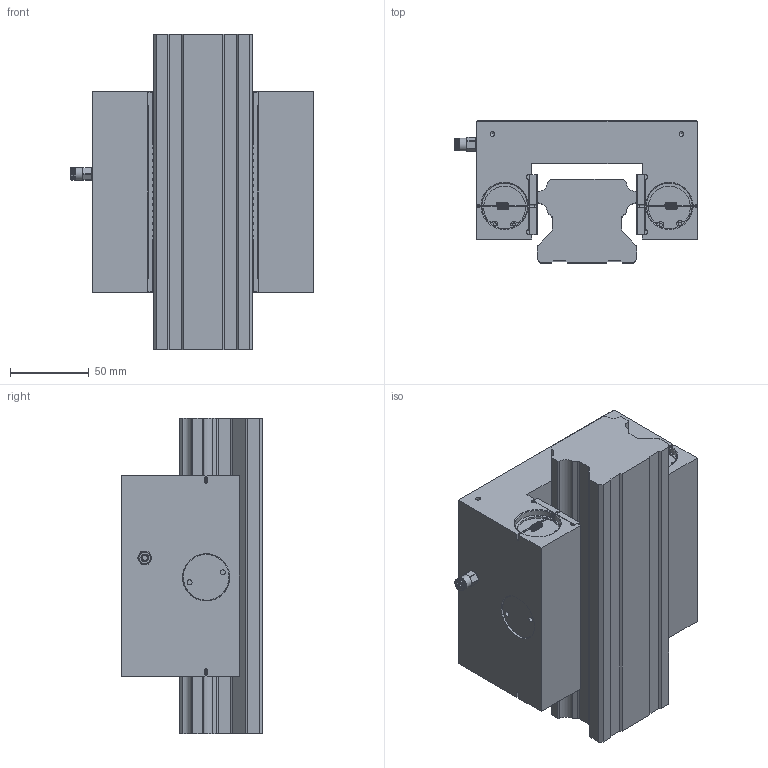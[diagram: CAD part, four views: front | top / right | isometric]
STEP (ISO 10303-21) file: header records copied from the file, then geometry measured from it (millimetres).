
FILE_DESCRIPTION (( 'STEP AP214' ), '1' );
FILE_NAME ('968375_RevA.STEP', '2024-08-15T14:05:58', ( '' ), ( '' ), 'SwSTEP 2.0', 'SolidWorks 2022', '' );
FILE_SCHEMA (( 'AUTOMOTIVE_DESIGN' ));
Length unit declared in the file: millimetre
Products named in the file (1): 968375_RevA
Bounding box: 153.9 x 90 x 200 mm (x, y, z)
Volume: 1459121.2 mm3; surface area: 168914.4 mm2
Topology: 10 solids, 11 shells, 469 faces, 1242 edges, 816 vertices
Faces by surface type: plane 248, cylinder 149, bspline 24, cone 21, torus 16, sphere 11
Full cylindrical faces by diameter (mm): 1.6 x8, 2 x8, 3 x4, 3.2 x5, 4.2 x1, 6 x2, 7 x1, 7.2 x1, 7.9 x2, 8 x3, 12 x2, 16 x4, 21 x2, 28.75 x2, 29 x6, 30 x2, 30.4 x2
Entity records: 24579 total; most frequent: CARTESIAN_POINT 8344, DIRECTION 2288, ORIENTED_EDGE 2222, EDGE_CURVE 1111, AXIS2_PLACEMENT_3D 817, VERTEX_POINT 781, VECTOR 654, LINE 654
